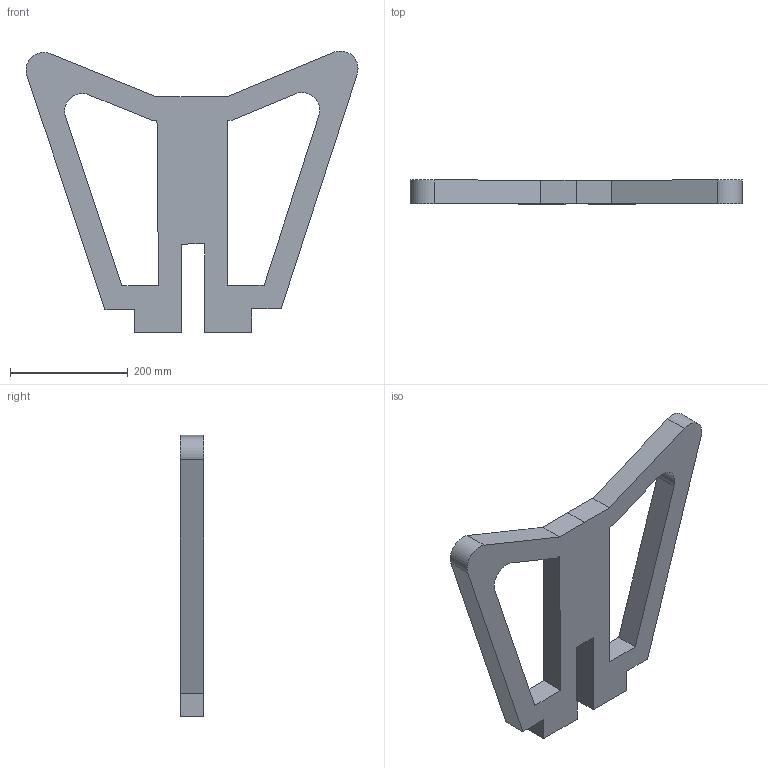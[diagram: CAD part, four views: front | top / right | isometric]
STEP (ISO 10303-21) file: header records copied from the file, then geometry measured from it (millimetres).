
FILE_DESCRIPTION(/* description */ (''),/* implementation_level */ '2;1');
FILE_NAME(/* name */ 'Pata 1.step',/* time_stamp */ '2018-04-05T18:51:21+01:00',/* author */ ('diazjavi55'),/* organization */ (''),/* preprocessor_version */ 'ST-DEVELOPER v16.13',/* originating_system */ 'Autodesk Translation Framework v6.5.0.72',/* authorisation */ '');
FILE_SCHEMA (('AUTOMOTIVE_DESIGN { 1 0 10303 214 3 1 1 }'));
Length unit declared in the file: millimetre
Products named in the file (1): Pata 1
Bounding box: 563.22 x 40 x 478.09 mm (x, y, z)
Volume: 4111767.9 mm3; surface area: 359051.5 mm2
Topology: 1 solids, 1 shells, 32 faces, 90 edges, 60 vertices
Faces by surface type: plane 28, cylinder 4
Entity records: 1070 total; most frequent: CARTESIAN_POINT 183, ORIENTED_EDGE 180, DIRECTION 164, EDGE_CURVE 90, LINE 82, VECTOR 82, VERTEX_POINT 60, AXIS2_PLACEMENT_3D 41
